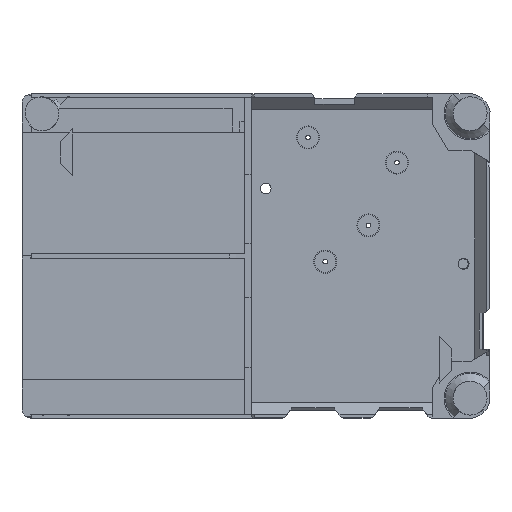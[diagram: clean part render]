
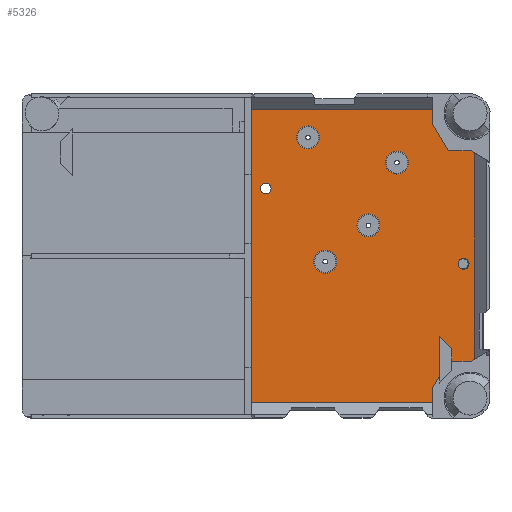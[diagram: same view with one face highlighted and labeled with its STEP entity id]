
A CAD part, top view. The second image highlights one B-rep face of the part: STEP entity #5326.
In plain terms, the highlighted planar face has unit normal (0, 0, 1).
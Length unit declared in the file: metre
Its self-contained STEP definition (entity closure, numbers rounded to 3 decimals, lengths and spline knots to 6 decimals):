
#122=CIRCLE('',#5791,0.00175);
#128=CIRCLE('',#5802,0.00175);
#131=CIRCLE('',#5811,0.00375);
#132=CIRCLE('',#5812,0.00375);
#133=CIRCLE('',#5813,0.00375);
#134=CIRCLE('',#5814,0.00375);
#826=ORIENTED_EDGE('',*,*,#2120,.F.);
#827=ORIENTED_EDGE('',*,*,#2121,.F.);
#828=ORIENTED_EDGE('',*,*,#2122,.F.);
#829=ORIENTED_EDGE('',*,*,#2123,.F.);
#830=ORIENTED_EDGE('',*,*,#2124,.T.);
#831=ORIENTED_EDGE('',*,*,#2125,.T.);
#832=ORIENTED_EDGE('',*,*,#1955,.F.);
#833=ORIENTED_EDGE('',*,*,#2126,.F.);
#834=ORIENTED_EDGE('',*,*,#2127,.T.);
#835=ORIENTED_EDGE('',*,*,#2128,.T.);
#836=ORIENTED_EDGE('',*,*,#2129,.F.);
#837=ORIENTED_EDGE('',*,*,#2130,.T.);
#838=ORIENTED_EDGE('',*,*,#2131,.T.);
#839=ORIENTED_EDGE('',*,*,#2132,.F.);
#840=ORIENTED_EDGE('',*,*,#2133,.T.);
#841=ORIENTED_EDGE('',*,*,#1882,.F.);
#842=ORIENTED_EDGE('',*,*,#2093,.F.);
#843=ORIENTED_EDGE('',*,*,#2099,.F.);
#1882=EDGE_CURVE('',#2584,#2585,#3120,.T.);
#1955=EDGE_CURVE('',#2643,#2644,#3193,.T.);
#2093=EDGE_CURVE('',#2752,#2752,#122,.F.);
#2099=EDGE_CURVE('',#2758,#2758,#128,.F.);
#2120=EDGE_CURVE('',#2773,#2773,#131,.F.);
#2121=EDGE_CURVE('',#2774,#2774,#132,.F.);
#2122=EDGE_CURVE('',#2775,#2775,#133,.F.);
#2123=EDGE_CURVE('',#2776,#2776,#134,.F.);
#2124=EDGE_CURVE('',#2584,#2777,#3333,.T.);
#2125=EDGE_CURVE('',#2777,#2644,#3334,.T.);
#2126=EDGE_CURVE('',#2778,#2643,#3335,.T.);
#2127=EDGE_CURVE('',#2778,#2779,#3336,.T.);
#2128=EDGE_CURVE('',#2779,#2780,#3337,.T.);
#2129=EDGE_CURVE('',#2781,#2780,#3338,.T.);
#2130=EDGE_CURVE('',#2781,#2782,#3339,.T.);
#2131=EDGE_CURVE('',#2782,#2783,#3340,.T.);
#2132=EDGE_CURVE('',#2784,#2783,#3341,.T.);
#2133=EDGE_CURVE('',#2784,#2585,#3342,.T.);
#2584=VERTEX_POINT('',#7901);
#2585=VERTEX_POINT('',#7903);
#2643=VERTEX_POINT('',#8045);
#2644=VERTEX_POINT('',#8047);
#2752=VERTEX_POINT('',#8331);
#2758=VERTEX_POINT('',#8348);
#2773=VERTEX_POINT('',#8396);
#2774=VERTEX_POINT('',#8398);
#2775=VERTEX_POINT('',#8400);
#2776=VERTEX_POINT('',#8402);
#2777=VERTEX_POINT('',#8404);
#2778=VERTEX_POINT('',#8407);
#2779=VERTEX_POINT('',#8409);
#2780=VERTEX_POINT('',#8411);
#2781=VERTEX_POINT('',#8413);
#2782=VERTEX_POINT('',#8415);
#2783=VERTEX_POINT('',#8417);
#2784=VERTEX_POINT('',#8419);
#3120=LINE('',#7902,#3778);
#3193=LINE('',#8046,#3851);
#3333=LINE('',#8403,#3991);
#3334=LINE('',#8405,#3992);
#3335=LINE('',#8406,#3993);
#3336=LINE('',#8408,#3994);
#3337=LINE('',#8410,#3995);
#3338=LINE('',#8412,#3996);
#3339=LINE('',#8414,#3997);
#3340=LINE('',#8416,#3998);
#3341=LINE('',#8418,#3999);
#3342=LINE('',#8420,#4000);
#3778=VECTOR('',#6389,1.);
#3851=VECTOR('',#6486,1.);
#3991=VECTOR('',#6762,1.);
#3992=VECTOR('',#6763,1.);
#3993=VECTOR('',#6764,1.);
#3994=VECTOR('',#6765,1.);
#3995=VECTOR('',#6766,1.);
#3996=VECTOR('',#6767,1.);
#3997=VECTOR('',#6768,1.);
#3998=VECTOR('',#6769,1.);
#3999=VECTOR('',#6770,1.);
#4000=VECTOR('',#6771,1.);
#4412=EDGE_LOOP('',(#826));
#4413=EDGE_LOOP('',(#827));
#4414=EDGE_LOOP('',(#828));
#4415=EDGE_LOOP('',(#829));
#4416=EDGE_LOOP('',(#830,#831,#832,#833,#834,#835,#836,#837,#838,#839,#840,
#841));
#4417=EDGE_LOOP('',(#842));
#4418=EDGE_LOOP('',(#843));
#4749=FACE_BOUND('',#4412,.T.);
#4750=FACE_BOUND('',#4413,.T.);
#4751=FACE_BOUND('',#4414,.T.);
#4752=FACE_BOUND('',#4415,.T.);
#4753=FACE_BOUND('',#4416,.T.);
#4754=FACE_BOUND('',#4417,.T.);
#4755=FACE_BOUND('',#4418,.T.);
#5053=PLANE('',#5810);
#5326=ADVANCED_FACE('',(#4749,#4750,#4751,#4752,#4753,#4754,#4755),#5053,
 .F.);
#5791=AXIS2_PLACEMENT_3D('',#8330,#6698,#6699);
#5802=AXIS2_PLACEMENT_3D('',#8347,#6720,#6721);
#5810=AXIS2_PLACEMENT_3D('',#8394,#6752,#6753);
#5811=AXIS2_PLACEMENT_3D('',#8395,#6754,#6755);
#5812=AXIS2_PLACEMENT_3D('',#8397,#6756,#6757);
#5813=AXIS2_PLACEMENT_3D('',#8399,#6758,#6759);
#5814=AXIS2_PLACEMENT_3D('',#8401,#6760,#6761);
#6389=DIRECTION('',(0.,1.,0.));
#6486=DIRECTION('',(-0.514,-0.858,0.));
#6698=DIRECTION('',(0.,0.,-1.));
#6699=DIRECTION('',(-1.,0.,0.));
#6720=DIRECTION('',(0.,0.,-1.));
#6721=DIRECTION('',(-1.,0.,0.));
#6752=DIRECTION('',(0.,0.,-1.));
#6753=DIRECTION('',(1.,0.,0.));
#6754=DIRECTION('',(0.,0.,-1.));
#6755=DIRECTION('',(-1.,0.,0.));
#6756=DIRECTION('',(0.,0.,-1.));
#6757=DIRECTION('',(-1.,0.,0.));
#6758=DIRECTION('',(0.,0.,-1.));
#6759=DIRECTION('',(-1.,0.,0.));
#6760=DIRECTION('',(0.,0.,-1.));
#6761=DIRECTION('',(-1.,0.,0.));
#6762=DIRECTION('',(1.,0.,0.));
#6763=DIRECTION('',(0.,1.,0.));
#6764=DIRECTION('',(-1.,0.,0.));
#6765=DIRECTION('',(0.866,0.5,0.));
#6766=DIRECTION('',(0.,1.,0.));
#6767=DIRECTION('',(0.866,-0.5,0.));
#6768=DIRECTION('',(-1.,0.,0.));
#6769=DIRECTION('',(-0.514,0.858,0.));
#6770=DIRECTION('',(0.,-1.,0.));
#6771=DIRECTION('',(-1.,0.,0.));
#7901=CARTESIAN_POINT('',(0.011832,-0.091706,-0.0147));
#7902=CARTESIAN_POINT('',(0.011832,-0.043813,-0.0147));
#7903=CARTESIAN_POINT('',(0.011832,0.00408,-0.0147));
#8045=CARTESIAN_POINT('',(0.076271,-0.078127,-0.0147));
#8046=CARTESIAN_POINT('',(0.073701,-0.082416,-0.0147));
#8047=CARTESIAN_POINT('',(0.071132,-0.086706,-0.0147));
#8330=CARTESIAN_POINT('',(0.081264,-0.046391,-0.0147));
#8331=CARTESIAN_POINT('',(0.079514,-0.046391,-0.0147));
#8347=CARTESIAN_POINT('',(0.016629,-0.021791,-0.0147));
#8348=CARTESIAN_POINT('',(0.014879,-0.021791,-0.0147));
#8394=CARTESIAN_POINT('',(0.050841,-0.043813,-0.0147));
#8395=CARTESIAN_POINT('',(0.030434,-0.005108,-0.0147));
#8396=CARTESIAN_POINT('',(0.026684,-0.005108,-0.0147));
#8397=CARTESIAN_POINT('',(0.059469,-0.013331,-0.0147));
#8398=CARTESIAN_POINT('',(0.055719,-0.013331,-0.0147));
#8399=CARTESIAN_POINT('',(0.050147,-0.033796,-0.0147));
#8400=CARTESIAN_POINT('',(0.046397,-0.033796,-0.0147));
#8401=CARTESIAN_POINT('',(0.036064,-0.045661,-0.0147));
#8402=CARTESIAN_POINT('',(0.032314,-0.045661,-0.0147));
#8403=CARTESIAN_POINT('',(0.084022,-0.091706,-0.0147));
#8404=CARTESIAN_POINT('',(0.071132,-0.091706,-0.0147));
#8405=CARTESIAN_POINT('',(0.071132,-0.091706,-0.0147));
#8406=CARTESIAN_POINT('',(0.080021,-0.078127,-0.0147));
#8407=CARTESIAN_POINT('',(0.083771,-0.078127,-0.0147));
#8408=CARTESIAN_POINT('',(0.08681,-0.076372,-0.0147));
#8409=CARTESIAN_POINT('',(0.084849,-0.077504,-0.0147));
#8410=CARTESIAN_POINT('',(0.084849,0.003253,-0.0147));
#8411=CARTESIAN_POINT('',(0.084849,-0.010121,-0.0147));
#8412=CARTESIAN_POINT('',(0.08681,-0.011253,-0.0147));
#8413=CARTESIAN_POINT('',(0.083771,-0.009499,-0.0147));
#8414=CARTESIAN_POINT('',(0.080021,-0.009499,-0.0147));
#8415=CARTESIAN_POINT('',(0.076271,-0.009499,-0.0147));
#8416=CARTESIAN_POINT('',(0.073701,-0.005209,-0.0147));
#8417=CARTESIAN_POINT('',(0.071132,-0.00092,-0.0147));
#8418=CARTESIAN_POINT('',(0.071132,0.00408,-0.0147));
#8419=CARTESIAN_POINT('',(0.071132,0.00408,-0.0147));
#8420=CARTESIAN_POINT('',(0.011832,0.00408,-0.0147));
